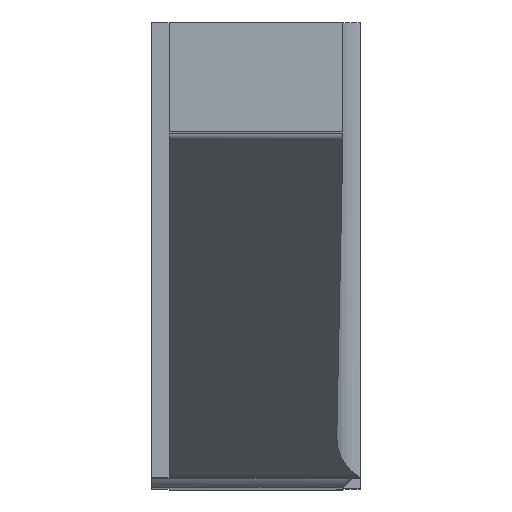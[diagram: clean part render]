
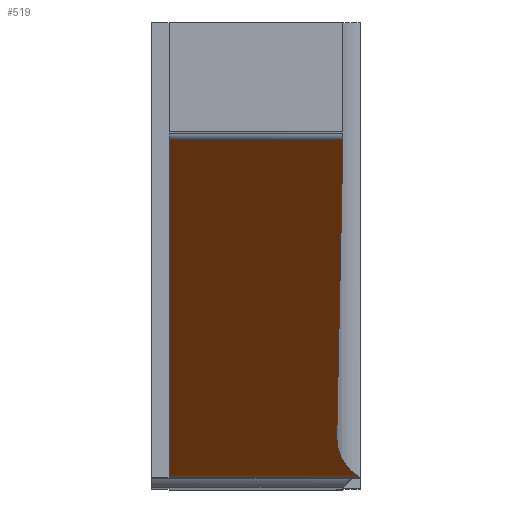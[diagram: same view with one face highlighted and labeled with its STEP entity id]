
A CAD part, top view. The second image highlights one B-rep face of the part: STEP entity #519.
In plain terms, the highlighted planar face has unit normal (0, -0.766, 0.643).
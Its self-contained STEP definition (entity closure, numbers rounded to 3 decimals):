
#52 = EDGE_CURVE ( 'NONE', #1140, #939, #270, .T. ) ;
#104 = CARTESIAN_POINT ( 'NONE',  ( 0., 1.981, 19.943 ) ) ;
#109 = VERTEX_POINT ( 'NONE', #814 ) ;
#159 = VECTOR ( 'NONE', #879, 1000. ) ;
#206 = EDGE_LOOP ( 'NONE', ( #1152, #1106, #1218, #672, #564 ) ) ;
#235 = EDGE_CURVE ( 'NONE', #1216, #1140, #1100, .T. ) ;
#252 = EDGE_CURVE ( 'NONE', #109, #939, #964, .T. ) ;
#268 = VECTOR ( 'NONE', #890, 1000. ) ;
#270 = LINE ( 'NONE', #701, #268 ) ;
#281 = CARTESIAN_POINT ( 'NONE',  ( -0.301, 1.981, 19.943 ) ) ;
#313 = CARTESIAN_POINT ( 'NONE',  ( 0., 2.018, 19.988 ) ) ;
#320 = PLANE ( 'NONE',  #422 ) ;
#326 = DIRECTION ( 'NONE',  ( 0., -0.643, -0.766 ) ) ;
#329 = DIRECTION ( 'NONE',  ( 0., -0.766, 0.643 ) ) ;
#422 = AXIS2_PLACEMENT_3D ( 'NONE', #313, #329, #326 ) ;
#455 = FACE_OUTER_BOUND ( 'NONE', #206, .T. ) ;
#519 = ADVANCED_FACE ( 'NONE', ( #455 ), #320, .T. ) ;
#545 = VERTEX_POINT ( 'NONE', #281 ) ;
#564 = ORIENTED_EDGE ( 'NONE', *, *, #235, .F. ) ;
#586 = CARTESIAN_POINT ( 'NONE',  ( -0.049, -3.813, 13.039 ) ) ;
#595 = CARTESIAN_POINT ( 'NONE',  ( -0.408, -3.154, 13.823 ) ) ;
#602 = VECTOR ( 'NONE', #927, 1000. ) ;
#663 = DIRECTION ( 'NONE',  ( 0.013, 0.643, 0.766 ) ) ;
#672 = ORIENTED_EDGE ( 'NONE', *, *, #52, .F. ) ;
#701 = CARTESIAN_POINT ( 'NONE',  ( 0., -3.813, 13.039 ) ) ;
#814 = CARTESIAN_POINT ( 'NONE',  ( -3.3, 1.981, 19.943 ) ) ;
#845 = CARTESIAN_POINT ( 'NONE',  ( -0.049, -3.813, 13.039 ) ) ;
#851 = VECTOR ( 'NONE', #663, 1000. ) ;
#866 = CARTESIAN_POINT ( 'NONE',  ( -0.408, -3.154, 13.823 ) ) ;
#879 = DIRECTION ( 'NONE',  ( 1., 0., 0. ) ) ;
#890 = DIRECTION ( 'NONE',  ( -1., 0., 0. ) ) ;
#899 = CARTESIAN_POINT ( 'NONE',  ( -0.3, 2.021, 19.991 ) ) ;
#927 = DIRECTION ( 'NONE',  ( 0., -0.643, -0.766 ) ) ;
#937 = CARTESIAN_POINT ( 'NONE',  ( -3.3, 2.018, 19.988 ) ) ;
#939 = VERTEX_POINT ( 'NONE', #969 ) ;
#964 = LINE ( 'NONE', #937, #602 ) ;
#969 = CARTESIAN_POINT ( 'NONE',  ( -3.3, -3.813, 13.039 ) ) ;
#991 = EDGE_CURVE ( 'NONE', #109, #545, #1021, .T. ) ;
#1021 = LINE ( 'NONE', #104, #159 ) ;
#1077 = CARTESIAN_POINT ( 'NONE',  ( -0.413, -3.413, 13.516 ) ) ;
#1088 = CARTESIAN_POINT ( 'NONE',  ( -0.285, -3.647, 13.236 ) ) ;
#1100 =( BOUNDED_CURVE ( )  B_SPLINE_CURVE ( 3, ( #866, #1077, #1088, #845 ),
 .UNSPECIFIED., .F., .F. ) 
 B_SPLINE_CURVE_WITH_KNOTS ( ( 4, 4 ),
 ( 1.553, 2.445 ),
 .UNSPECIFIED. ) 
 CURVE ( )  GEOMETRIC_REPRESENTATION_ITEM ( )  RATIONAL_B_SPLINE_CURVE ( ( 1., 0.935, 0.935, 1. ) ) 
 REPRESENTATION_ITEM ( '' )  );
#1106 = ORIENTED_EDGE ( 'NONE', *, *, #991, .F. ) ;
#1130 = EDGE_CURVE ( 'NONE', #1216, #545, #1185, .T. ) ;
#1140 = VERTEX_POINT ( 'NONE', #586 ) ;
#1152 = ORIENTED_EDGE ( 'NONE', *, *, #1130, .T. ) ;
#1185 = LINE ( 'NONE', #899, #851 ) ;
#1216 = VERTEX_POINT ( 'NONE', #595 ) ;
#1218 = ORIENTED_EDGE ( 'NONE', *, *, #252, .T. ) ;
